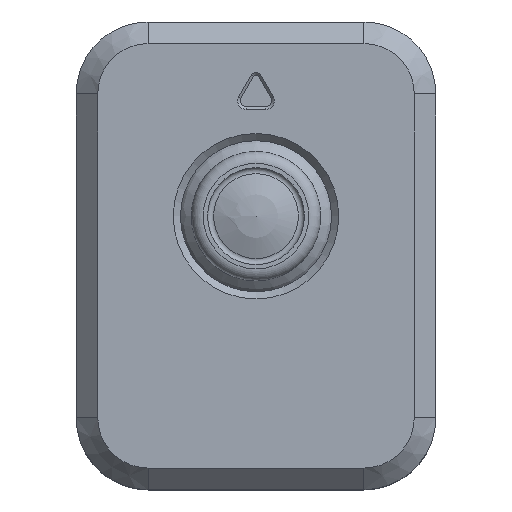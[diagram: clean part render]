
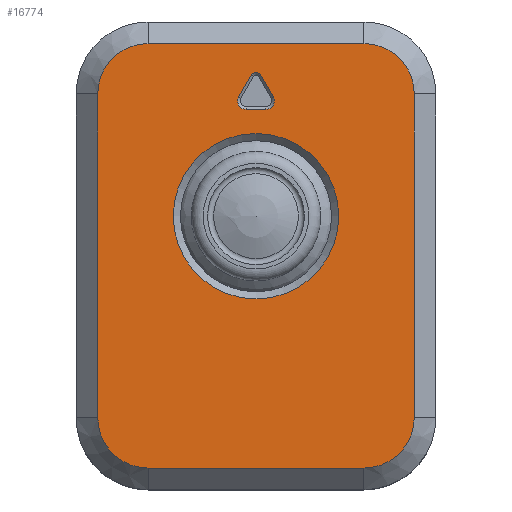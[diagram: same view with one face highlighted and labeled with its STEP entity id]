
A CAD part, top view. The second image highlights one B-rep face of the part: STEP entity #16774.
In plain terms, the highlighted planar face has unit normal (0, 0, 1).
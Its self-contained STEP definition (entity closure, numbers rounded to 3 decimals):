
#325=FACE_BOUND('',#3040,.T.);
#326=FACE_BOUND('',#3041,.T.);
#1249=CIRCLE('',#18098,1.2);
#1251=CIRCLE('',#18102,1.2);
#1253=CIRCLE('',#18106,0.8);
#1255=CIRCLE('',#18112,7.);
#1256=CIRCLE('',#18113,7.);
#1257=CIRCLE('',#18114,7.);
#1258=CIRCLE('',#18115,7.);
#1259=CIRCLE('',#18116,11.5);
#2044=FACE_OUTER_BOUND('',#3039,.T.);
#3039=EDGE_LOOP('',(#13887,#13888,#13889,#13890,#13891,#13892,#13893,#13894));
#3040=EDGE_LOOP('',(#13895));
#3041=EDGE_LOOP('',(#13896,#13897,#13898,#13899,#13900,#13901));
#4423=LINE('',#29100,#6032);
#4428=LINE('',#29114,#6037);
#4432=LINE('',#29126,#6041);
#4440=LINE('',#29150,#6049);
#4441=LINE('',#29154,#6050);
#4442=LINE('',#29158,#6051);
#4443=LINE('',#29161,#6052);
#6032=VECTOR('',#21398,10.);
#6037=VECTOR('',#21411,10.);
#6041=VECTOR('',#21423,10.);
#6049=VECTOR('',#21449,10.);
#6050=VECTOR('',#21452,10.);
#6051=VECTOR('',#21455,10.);
#6052=VECTOR('',#21458,10.);
#7722=VERTEX_POINT('',#29097);
#7723=VERTEX_POINT('',#29099);
#7726=VERTEX_POINT('',#29107);
#7728=VERTEX_POINT('',#29112);
#7730=VERTEX_POINT('',#29119);
#7732=VERTEX_POINT('',#29124);
#7737=VERTEX_POINT('',#29146);
#7738=VERTEX_POINT('',#29147);
#7739=VERTEX_POINT('',#29149);
#7740=VERTEX_POINT('',#29151);
#7741=VERTEX_POINT('',#29153);
#7742=VERTEX_POINT('',#29155);
#7743=VERTEX_POINT('',#29157);
#7744=VERTEX_POINT('',#29159);
#7745=VERTEX_POINT('',#29162);
#9874=EDGE_CURVE('',#7722,#7723,#4423,.T.);
#9879=EDGE_CURVE('',#7726,#7722,#1249,.T.);
#9881=EDGE_CURVE('',#7728,#7726,#4428,.T.);
#9885=EDGE_CURVE('',#7730,#7728,#1251,.T.);
#9887=EDGE_CURVE('',#7732,#7730,#4432,.T.);
#9890=EDGE_CURVE('',#7723,#7732,#1253,.T.);
#9898=EDGE_CURVE('',#7737,#7738,#1255,.T.);
#9899=EDGE_CURVE('',#7739,#7737,#4440,.T.);
#9900=EDGE_CURVE('',#7740,#7739,#1256,.T.);
#9901=EDGE_CURVE('',#7741,#7740,#4441,.T.);
#9902=EDGE_CURVE('',#7742,#7741,#1257,.T.);
#9903=EDGE_CURVE('',#7743,#7742,#4442,.T.);
#9904=EDGE_CURVE('',#7744,#7743,#1258,.T.);
#9905=EDGE_CURVE('',#7738,#7744,#4443,.T.);
#9906=EDGE_CURVE('',#7745,#7745,#1259,.T.);
#13887=ORIENTED_EDGE('',*,*,#9898,.F.);
#13888=ORIENTED_EDGE('',*,*,#9899,.F.);
#13889=ORIENTED_EDGE('',*,*,#9900,.F.);
#13890=ORIENTED_EDGE('',*,*,#9901,.F.);
#13891=ORIENTED_EDGE('',*,*,#9902,.F.);
#13892=ORIENTED_EDGE('',*,*,#9903,.F.);
#13893=ORIENTED_EDGE('',*,*,#9904,.F.);
#13894=ORIENTED_EDGE('',*,*,#9905,.F.);
#13895=ORIENTED_EDGE('',*,*,#9906,.F.);
#13896=ORIENTED_EDGE('',*,*,#9874,.F.);
#13897=ORIENTED_EDGE('',*,*,#9879,.F.);
#13898=ORIENTED_EDGE('',*,*,#9881,.F.);
#13899=ORIENTED_EDGE('',*,*,#9885,.F.);
#13900=ORIENTED_EDGE('',*,*,#9887,.F.);
#13901=ORIENTED_EDGE('',*,*,#9890,.F.);
#15905=PLANE('',#18111);
#16774=ADVANCED_FACE('',(#2044,#325,#326),#15905,.T.);
#18098=AXIS2_PLACEMENT_3D('',#29109,#21406,#21407);
#18102=AXIS2_PLACEMENT_3D('',#29121,#21418,#21419);
#18106=AXIS2_PLACEMENT_3D('',#29130,#21429,#21430);
#18111=AXIS2_PLACEMENT_3D('',#29145,#21445,#21446);
#18112=AXIS2_PLACEMENT_3D('',#29148,#21447,#21448);
#18113=AXIS2_PLACEMENT_3D('',#29152,#21450,#21451);
#18114=AXIS2_PLACEMENT_3D('',#29156,#21453,#21454);
#18115=AXIS2_PLACEMENT_3D('',#29160,#21456,#21457);
#18116=AXIS2_PLACEMENT_3D('',#29163,#21459,#21460);
#21398=DIRECTION('',(-0.5,0.866,0.));
#21406=DIRECTION('center_axis',(0.,0.,1.));
#21407=DIRECTION('ref_axis',(0.866,-0.5,0.));
#21411=DIRECTION('',(1.,0.,0.));
#21418=DIRECTION('center_axis',(0.,0.,1.));
#21419=DIRECTION('ref_axis',(-0.866,-0.5,0.));
#21423=DIRECTION('',(-0.5,-0.866,0.));
#21429=DIRECTION('center_axis',(0.,0.,1.));
#21430=DIRECTION('ref_axis',(0.,1.,0.));
#21445=DIRECTION('center_axis',(0.,0.,1.));
#21446=DIRECTION('ref_axis',(-1.,0.,0.));
#21447=DIRECTION('center_axis',(0.,0.,-1.));
#21448=DIRECTION('ref_axis',(1.,0.,0.));
#21449=DIRECTION('',(1.,0.,0.));
#21450=DIRECTION('center_axis',(0.,0.,-1.));
#21451=DIRECTION('ref_axis',(0.,1.,0.));
#21452=DIRECTION('',(0.,1.,0.));
#21453=DIRECTION('center_axis',(0.,0.,-1.));
#21454=DIRECTION('ref_axis',(-1.,0.,0.));
#21455=DIRECTION('',(-1.,0.,0.));
#21456=DIRECTION('center_axis',(0.,0.,-1.));
#21457=DIRECTION('ref_axis',(0.,-1.,0.));
#21458=DIRECTION('',(0.,-1.,0.));
#21459=DIRECTION('center_axis',(0.,0.,1.));
#21460=DIRECTION('ref_axis',(-1.,0.,0.));
#29097=CARTESIAN_POINT('',(2.404,15.637,24.1));
#29099=CARTESIAN_POINT('',(0.693,18.6,24.1));
#29100=CARTESIAN_POINT('',(5.867,9.637,24.1));
#29107=CARTESIAN_POINT('',(1.364,13.837,24.1));
#29109=CARTESIAN_POINT('Origin',(1.364,15.037,24.1));
#29112=CARTESIAN_POINT('',(-1.364,13.837,24.1));
#29114=CARTESIAN_POINT('',(1.375,13.837,24.1));
#29119=CARTESIAN_POINT('',(-2.404,15.637,24.1));
#29121=CARTESIAN_POINT('Origin',(-1.364,15.037,24.1));
#29124=CARTESIAN_POINT('',(-0.693,18.6,24.1));
#29126=CARTESIAN_POINT('',(-7.242,7.256,24.1));
#29130=CARTESIAN_POINT('Origin',(0.,18.2,24.1));
#29145=CARTESIAN_POINT('Origin',(0.,-6.5,
24.1));
#29146=CARTESIAN_POINT('',(15.,23.,24.1));
#29147=CARTESIAN_POINT('',(22.,16.,24.1));
#29148=CARTESIAN_POINT('Origin',(15.,16.,24.1));
#29149=CARTESIAN_POINT('',(-15.,23.,24.1));
#29150=CARTESIAN_POINT('',(7.5,23.,24.1));
#29151=CARTESIAN_POINT('',(-22.,16.,24.1));
#29152=CARTESIAN_POINT('Origin',(-15.,16.,24.1));
#29153=CARTESIAN_POINT('',(-22.,-29.,24.1));
#29154=CARTESIAN_POINT('',(-22.,4.75,24.1));
#29155=CARTESIAN_POINT('',(-15.,-36.,24.1));
#29156=CARTESIAN_POINT('Origin',(-15.,-29.,24.1));
#29157=CARTESIAN_POINT('',(15.,-36.,24.1));
#29158=CARTESIAN_POINT('',(-7.5,-36.,24.1));
#29159=CARTESIAN_POINT('',(22.,-29.,24.1));
#29160=CARTESIAN_POINT('Origin',(15.,-29.,24.1));
#29161=CARTESIAN_POINT('',(22.,-17.75,24.1));
#29162=CARTESIAN_POINT('',(11.5,-1.,24.1));
#29163=CARTESIAN_POINT('Origin',(0.,-1.,
24.1));
